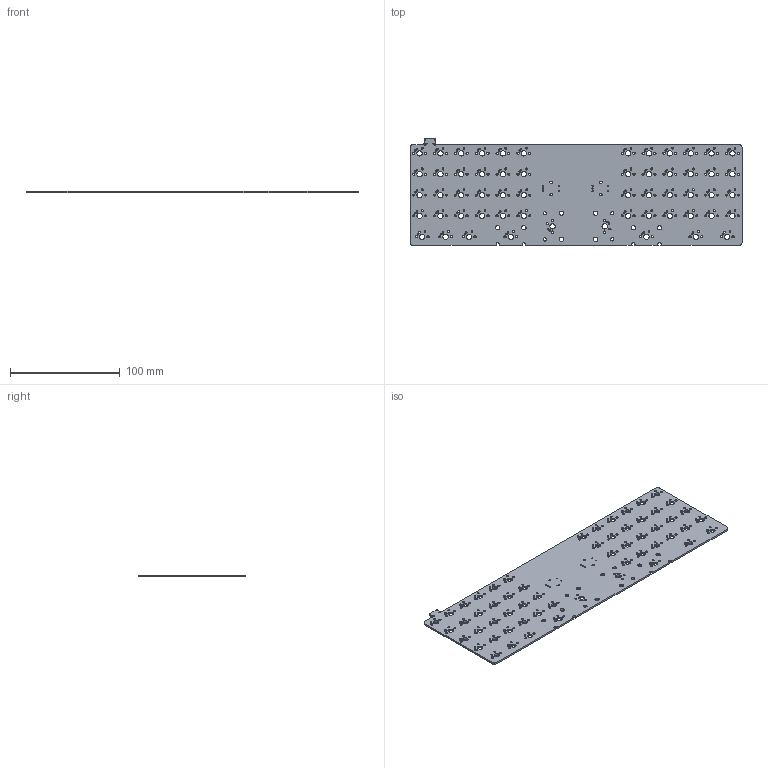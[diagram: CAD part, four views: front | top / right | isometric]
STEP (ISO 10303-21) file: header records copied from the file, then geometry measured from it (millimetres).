
FILE_DESCRIPTION(('KiCad electronic assembly'),'2;1');
FILE_NAME('32u4.step','2022-05-01T21:20:35',('Pcbnew'),('Kicad'), 'Open CASCADE STEP processor 7.6','KiCad to STEP converter','Unknown' );
FILE_SCHEMA(('AUTOMOTIVE_DESIGN { 1 0 10303 214 1 1 1 1 }'));
Length unit declared in the file: millimetre
Products named in the file (2): 32u4 1; 32u4 PCB
Assembly tree (1 placements, depth 2):
  32u4 1
    32u4 PCB
Bounding box: 303.21 x 97.63 x 1.6 mm (x, y, z)
Volume: 41683.2 mm3; surface area: 57615.5 mm2
Topology: 1 solids, 1 shells, 859 faces, 2571 edges, 1714 vertices
Faces by surface type: cylinder 685, plane 144, extrusion 30
Full cylindrical faces by diameter (mm): 1 x10, 1.4 x114, 3.048 x4, 3.988 x8, 4.9 x57
Entity records: 64379 total; most frequent: CARTESIAN_POINT 11210, DIRECTION 10183, ORIENTED_EDGE 5142, PCURVE 5142, DEFINITIONAL_REPRESENTATION 5142, VECTOR 4411, LINE 4381, CIRCLE 2740
